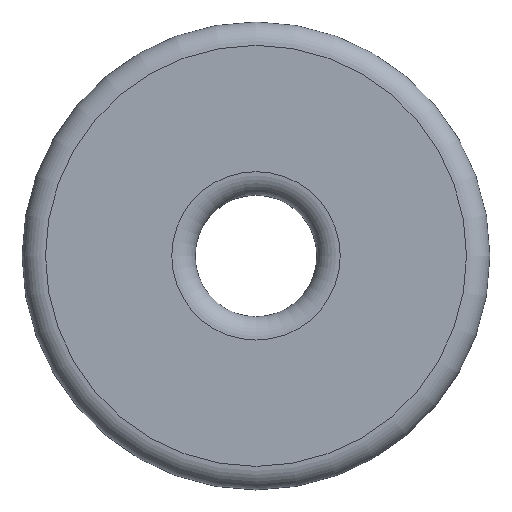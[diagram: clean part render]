
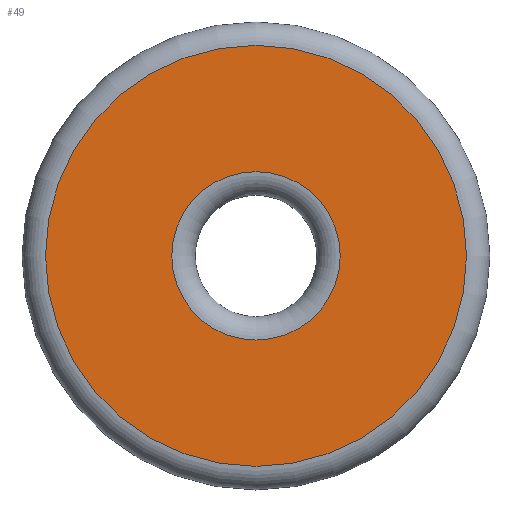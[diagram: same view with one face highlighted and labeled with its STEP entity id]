
A CAD part, top view. The second image highlights one B-rep face of the part: STEP entity #49.
In plain terms, the highlighted planar face has unit normal (0, 0, 1).
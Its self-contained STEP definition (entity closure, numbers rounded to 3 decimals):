
#49=ADVANCED_FACE('',(#64,#66),#68,.T.);
#64=FACE_BOUND('',#65,.T.);
#65=EDGE_LOOP('',(#120));
#66=FACE_BOUND('',#67,.T.);
#67=EDGE_LOOP('',(#121));
#68=PLANE('',#69);
#69=AXIS2_PLACEMENT_3D('',#70,#71,#72);
#70=CARTESIAN_POINT('',(0.,0.,6.));
#71=DIRECTION('',(0.,0.,1.));
#72=DIRECTION('',(-1.,0.,0.));
#120=ORIENTED_EDGE('',*,*,#134,.T.);
#121=ORIENTED_EDGE('',*,*,#135,.T.);
#134=EDGE_CURVE('',#143,#143,#144,.T.);
#135=EDGE_CURVE('',#145,#145,#146,.F.);
#143=VERTEX_POINT('',#163);
#144=CIRCLE('',#164,9.);
#145=VERTEX_POINT('',#168);
#146=CIRCLE('',#169,3.6);
#163=CARTESIAN_POINT('',(-9.,0.,6.));
#164=AXIS2_PLACEMENT_3D('',#165,#166,#167);
#165=CARTESIAN_POINT('',(0.,0.,6.));
#166=DIRECTION('',(0.,0.,1.));
#167=DIRECTION('',(-1.,0.,0.));
#168=CARTESIAN_POINT('',(-3.6,0.,6.));
#169=AXIS2_PLACEMENT_3D('',#170,#171,#172);
#170=CARTESIAN_POINT('',(0.,0.,6.));
#171=DIRECTION('',(0.,0.,1.));
#172=DIRECTION('',(-1.,0.,0.));
